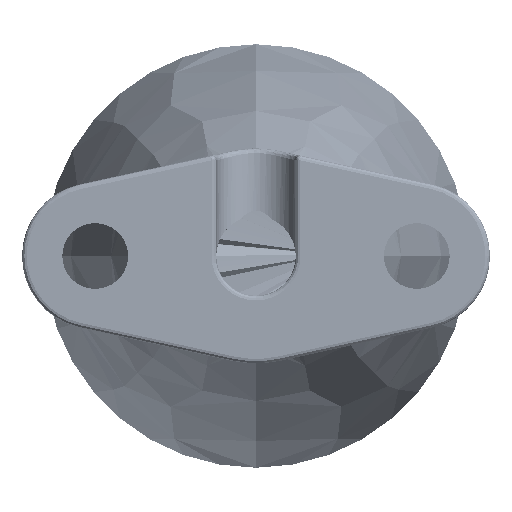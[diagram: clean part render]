
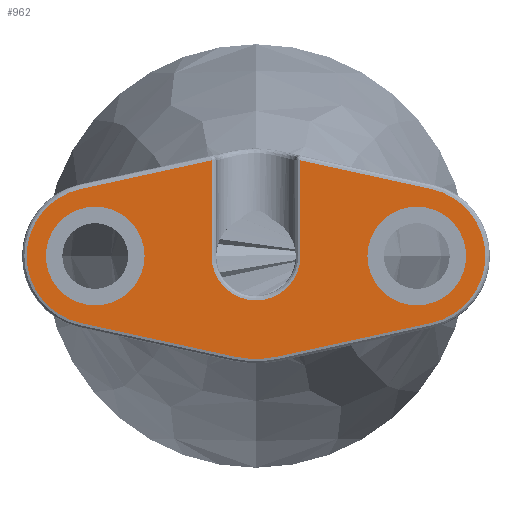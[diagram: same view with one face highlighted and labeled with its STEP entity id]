
A CAD part, front view. The second image highlights one B-rep face of the part: STEP entity #962.
In plain terms, the highlighted planar face has unit normal (0, -1, 0).
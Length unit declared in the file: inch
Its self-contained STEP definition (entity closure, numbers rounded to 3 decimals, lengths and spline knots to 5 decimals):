
#2=CARTESIAN_POINT('',(0.6875,0.,0.));
#3=DIRECTION('',(0.,-1.,0.));
#4=DIRECTION('',(1.,0.,0.));
#5=AXIS2_PLACEMENT_3D('',#2,#3,#4);
#7=CARTESIAN_POINT('',(0.6875,0.,0.));
#8=DIRECTION('',(0.,-1.,0.));
#9=DIRECTION('',(-1.,0.,0.));
#10=AXIS2_PLACEMENT_3D('',#7,#8,#9);
#12=CARTESIAN_POINT('',(-0.6875,0.,0.));
#13=DIRECTION('',(0.,-1.,0.));
#14=DIRECTION('',(1.,0.,0.));
#15=AXIS2_PLACEMENT_3D('',#12,#13,#14);
#17=CARTESIAN_POINT('',(-0.6875,0.,0.));
#18=DIRECTION('',(0.,-1.,0.));
#19=DIRECTION('',(-1.,0.,0.));
#20=AXIS2_PLACEMENT_3D('',#17,#18,#19);
#22=CARTESIAN_POINT('',(0.6875,0.,0.));
#23=DIRECTION('',(0.,-1.,0.));
#24=DIRECTION('',(0.214,0.,-0.977));
#25=AXIS2_PLACEMENT_3D('',#22,#23,#24);
#27=DIRECTION('',(0.977,0.,0.214));
#28=VECTOR('',#27,0.6716);
#29=CARTESIAN_POINT('',(0.09408,0.,-0.42982));
#30=LINE('',#29,#28);
#31=CARTESIAN_POINT('',(0.,0.,0.));
#32=DIRECTION('',(0.,-1.,0.));
#33=DIRECTION('',(-0.214,0.,-0.977));
#34=AXIS2_PLACEMENT_3D('',#31,#32,#33);
#36=DIRECTION('',(0.977,0.,-0.214));
#37=VECTOR('',#36,0.6716);
#38=CARTESIAN_POINT('',(-0.75015,0.,-0.28622));
#39=LINE('',#38,#37);
#40=CARTESIAN_POINT('',(-0.6875,0.,0.));
#41=DIRECTION('',(0.,-1.,0.));
#42=DIRECTION('',(-0.214,0.,0.977));
#43=AXIS2_PLACEMENT_3D('',#40,#41,#42);
#45=DIRECTION('',(-0.977,0.,-0.214));
#46=VECTOR('',#45,0.57341);
#47=CARTESIAN_POINT('',(-0.19,0.,0.40883));
#48=LINE('',#47,#46);
#49=DIRECTION('',(0.,0.,1.));
#50=VECTOR('',#49,0.40883);
#51=CARTESIAN_POINT('',(-0.19,0.,0.));
#52=LINE('',#51,#50);
#53=CARTESIAN_POINT('',(0.,0.,0.));
#54=DIRECTION('',(0.,1.,0.));
#55=DIRECTION('',(1.,0.,0.));
#56=AXIS2_PLACEMENT_3D('',#53,#54,#55);
#58=DIRECTION('',(0.,0.,-1.));
#59=VECTOR('',#58,0.40883);
#60=CARTESIAN_POINT('',(0.19,0.,0.40883));
#61=LINE('',#60,#59);
#62=DIRECTION('',(-0.977,0.,0.214));
#63=VECTOR('',#62,0.57341);
#64=CARTESIAN_POINT('',(0.75015,0.,0.28622));
#65=LINE('',#64,#63);
#815=CARTESIAN_POINT('',(0.8985,0.,0.));
#816=VERTEX_POINT('',#815);
#817=CARTESIAN_POINT('',(-0.8985,0.,0.));
#818=VERTEX_POINT('',#817);
#819=CARTESIAN_POINT('',(0.4765,0.,0.));
#820=VERTEX_POINT('',#819);
#821=CARTESIAN_POINT('',(-0.4765,0.,0.));
#822=VERTEX_POINT('',#821);
#863=CARTESIAN_POINT('',(0.75015,0.,-0.28622));
#864=CARTESIAN_POINT('',(0.75015,0.,0.28622));
#865=VERTEX_POINT('',#863);
#866=VERTEX_POINT('',#864);
#871=CARTESIAN_POINT('',(0.19,0.,0.40883));
#872=VERTEX_POINT('',#871);
#875=CARTESIAN_POINT('',(-0.19,0.,0.40883));
#876=CARTESIAN_POINT('',(-0.75015,0.,0.28622));
#877=VERTEX_POINT('',#875);
#878=VERTEX_POINT('',#876);
#883=CARTESIAN_POINT('',(-0.75015,0.,-0.28622));
#884=VERTEX_POINT('',#883);
#887=CARTESIAN_POINT('',(-0.09408,0.,-0.42982));
#888=VERTEX_POINT('',#887);
#891=CARTESIAN_POINT('',(0.09408,0.,-0.42982));
#892=VERTEX_POINT('',#891);
#899=CARTESIAN_POINT('',(0.19,0.,0.));
#900=VERTEX_POINT('',#899);
#905=CARTESIAN_POINT('',(-0.19,0.,0.));
#906=VERTEX_POINT('',#905);
#923=CARTESIAN_POINT('',(0.,0.,0.));
#924=DIRECTION('',(0.,1.,0.));
#925=DIRECTION('',(1.,0.,0.));
#926=AXIS2_PLACEMENT_3D('',#923,#924,#925);
#927=PLANE('',#926);
#929=ORIENTED_EDGE('',*,*,#928,.F.);
#931=ORIENTED_EDGE('',*,*,#930,.F.);
#933=ORIENTED_EDGE('',*,*,#932,.F.);
#935=ORIENTED_EDGE('',*,*,#934,.F.);
#937=ORIENTED_EDGE('',*,*,#936,.F.);
#939=ORIENTED_EDGE('',*,*,#938,.F.);
#941=ORIENTED_EDGE('',*,*,#940,.F.);
#943=ORIENTED_EDGE('',*,*,#942,.F.);
#945=ORIENTED_EDGE('',*,*,#944,.F.);
#947=ORIENTED_EDGE('',*,*,#946,.F.);
#948=EDGE_LOOP('',(#929,#931,#933,#935,#937,#939,#941,#943,#945,#947));
#949=FACE_OUTER_BOUND('',#948,.F.);
#951=ORIENTED_EDGE('',*,*,#950,.T.);
#953=ORIENTED_EDGE('',*,*,#952,.T.);
#954=EDGE_LOOP('',(#951,#953));
#955=FACE_BOUND('',#954,.F.);
#957=ORIENTED_EDGE('',*,*,#956,.T.);
#959=ORIENTED_EDGE('',*,*,#958,.T.);
#960=EDGE_LOOP('',(#957,#959));
#961=FACE_BOUND('',#960,.F.);
#962=ADVANCED_FACE('',(#949,#955,#961),#927,.F.);
#6=CIRCLE('',#5,0.211);
#11=CIRCLE('',#10,0.211);
#16=CIRCLE('',#15,0.211);
#21=CIRCLE('',#20,0.211);
#26=CIRCLE('',#25,0.293);
#35=CIRCLE('',#34,0.44);
#44=CIRCLE('',#43,0.293);
#57=CIRCLE('',#56,0.19);
#928=EDGE_CURVE('',#865,#866,#26,.T.);
#930=EDGE_CURVE('',#892,#865,#30,.T.);
#932=EDGE_CURVE('',#888,#892,#35,.T.);
#934=EDGE_CURVE('',#884,#888,#39,.T.);
#936=EDGE_CURVE('',#878,#884,#44,.T.);
#938=EDGE_CURVE('',#877,#878,#48,.T.);
#940=EDGE_CURVE('',#906,#877,#52,.T.);
#942=EDGE_CURVE('',#900,#906,#57,.T.);
#944=EDGE_CURVE('',#872,#900,#61,.T.);
#946=EDGE_CURVE('',#866,#872,#65,.T.);
#950=EDGE_CURVE('',#822,#818,#16,.T.);
#952=EDGE_CURVE('',#818,#822,#21,.T.);
#956=EDGE_CURVE('',#816,#820,#6,.T.);
#958=EDGE_CURVE('',#820,#816,#11,.T.);
